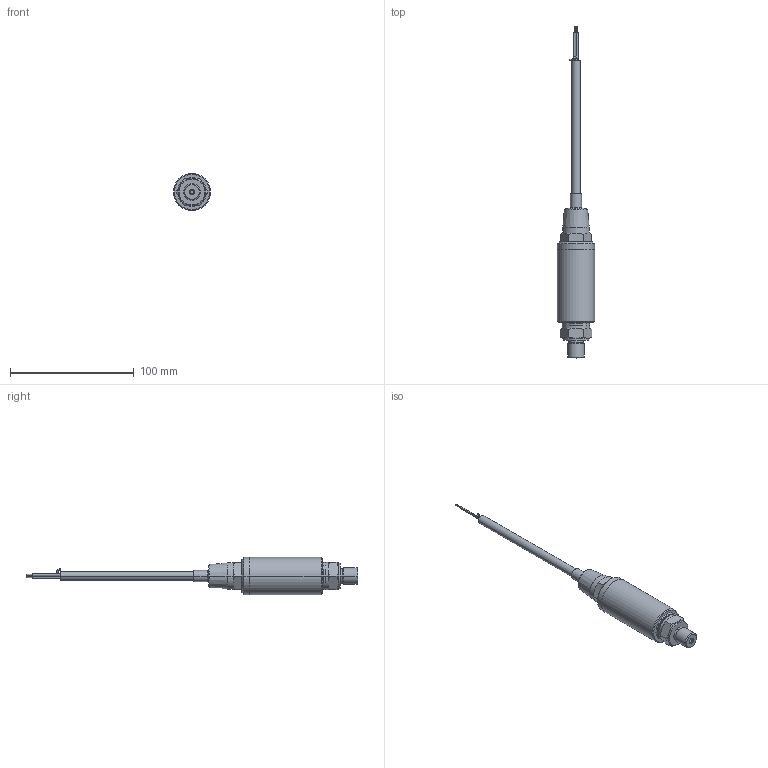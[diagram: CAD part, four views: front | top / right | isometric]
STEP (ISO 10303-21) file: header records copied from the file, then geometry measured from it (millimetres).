
FILE_DESCRIPTION(('Creo Elements/Direct Modeling STEP Export'),'2;1');
FILE_NAME('PR3900.stp','2023-09-13T16:08:49',(''),(''),'Creo Elements/Direct Modeling STEP processor for AP214 (Solid Model)','Creo Elements/Direct Modeling 20.1B 02-Apr-2019 (C) Parametric Technology GmbH','');
FILE_SCHEMA(('AUTOMOTIVE_DESIGN { 1 0 10303 214 1 1 1 1 }'));
Length unit declared in the file: millimetre
Products named in the file (14): 9750_st_3; 8386; 9369; 8385; 8402; Z0049_8259_Wire_Yellow; Z0049_8259_Wire_Red; Z0049_8259_Wire_Blue; Z0049_8259_Wire_Green; Z0049_8259_Sheath; Z0049_8259_VentTube; Z0049_8259_DrainWire; Z0049_8259; PR3900.stp
Assembly tree (13 placements, depth 3):
  PR3900.stp
    Z0049_8259
      Z0049_8259_DrainWire
      Z0049_8259_VentTube
      Z0049_8259_Sheath
      Z0049_8259_Wire_Green
      Z0049_8259_Wire_Blue
      Z0049_8259_Wire_Red
      Z0049_8259_Wire_Yellow
    8402
    8385
    9369
    8386
    9750_st_3
Bounding box: 30 x 268.73 x 30 mm (x, y, z)
Volume: 48660.7 mm3; surface area: 37885.9 mm2
Topology: 12 solids, 12 shells, 268 faces, 585 edges, 374 vertices
Faces by surface type: cylinder 124, plane 80, cone 52, bspline 10, torus 2
Entity records: 29247 total; most frequent: CARTESIAN_POINT 23274, ORIENTED_EDGE 1170, DIRECTION 906, EDGE_CURVE 585, VERTEX_POINT 374, AXIS2_PLACEMENT_3D 365, EDGE_LOOP 313, FACE_OUTER_BOUND 268
